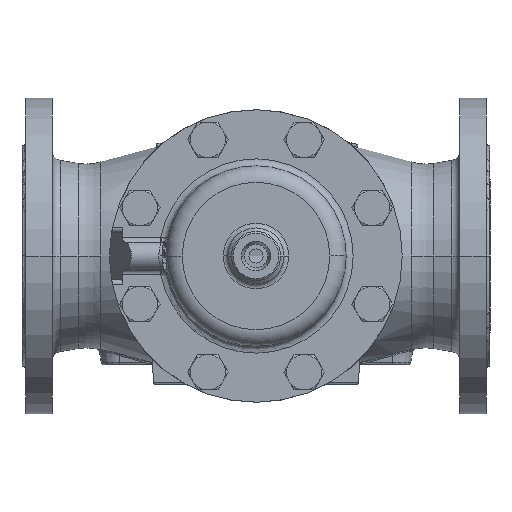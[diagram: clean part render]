
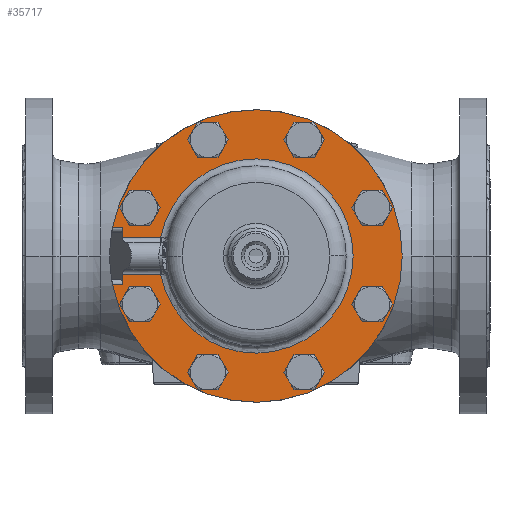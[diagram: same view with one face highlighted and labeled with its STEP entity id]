
A CAD part, front view. The second image highlights one B-rep face of the part: STEP entity #35717.
In plain terms, the highlighted planar face has unit normal (0, -1, 0).
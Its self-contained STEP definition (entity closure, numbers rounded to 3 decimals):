
#28483=CARTESIAN_POINT('',(-99.317,186.,-41.138));
#28484=DIRECTION('',(0.,1.,0.));
#28485=DIRECTION('',(-1.,0.,0.));
#28486=AXIS2_PLACEMENT_3D('',#28483,#28484,#28485);
#28488=CARTESIAN_POINT('',(-99.317,186.,-41.138));
#28489=DIRECTION('',(0.,1.,0.));
#28490=DIRECTION('',(1.,0.,0.));
#28491=AXIS2_PLACEMENT_3D('',#28488,#28489,#28490);
#28493=CARTESIAN_POINT('',(-41.138,186.,-99.317));
#28494=DIRECTION('',(0.,1.,0.));
#28495=DIRECTION('',(-1.,0.,0.));
#28496=AXIS2_PLACEMENT_3D('',#28493,#28494,#28495);
#28498=CARTESIAN_POINT('',(-41.138,186.,-99.317));
#28499=DIRECTION('',(0.,1.,0.));
#28500=DIRECTION('',(1.,0.,0.));
#28501=AXIS2_PLACEMENT_3D('',#28498,#28499,#28500);
#28503=CARTESIAN_POINT('',(41.138,186.,-99.317));
#28504=DIRECTION('',(0.,1.,0.));
#28505=DIRECTION('',(-1.,0.,0.));
#28506=AXIS2_PLACEMENT_3D('',#28503,#28504,#28505);
#28508=CARTESIAN_POINT('',(41.138,186.,-99.317));
#28509=DIRECTION('',(0.,1.,0.));
#28510=DIRECTION('',(1.,0.,0.));
#28511=AXIS2_PLACEMENT_3D('',#28508,#28509,#28510);
#28513=CARTESIAN_POINT('',(99.317,186.,-41.138));
#28514=DIRECTION('',(0.,1.,0.));
#28515=DIRECTION('',(-1.,0.,0.));
#28516=AXIS2_PLACEMENT_3D('',#28513,#28514,#28515);
#28518=CARTESIAN_POINT('',(99.317,186.,-41.138));
#28519=DIRECTION('',(0.,1.,0.));
#28520=DIRECTION('',(1.,0.,0.));
#28521=AXIS2_PLACEMENT_3D('',#28518,#28519,#28520);
#28523=CARTESIAN_POINT('',(99.317,186.,41.138));
#28524=DIRECTION('',(0.,1.,0.));
#28525=DIRECTION('',(-1.,0.,0.));
#28526=AXIS2_PLACEMENT_3D('',#28523,#28524,#28525);
#28528=CARTESIAN_POINT('',(99.317,186.,41.138));
#28529=DIRECTION('',(0.,1.,0.));
#28530=DIRECTION('',(1.,0.,0.));
#28531=AXIS2_PLACEMENT_3D('',#28528,#28529,#28530);
#28533=CARTESIAN_POINT('',(41.138,186.,99.317));
#28534=DIRECTION('',(0.,1.,0.));
#28535=DIRECTION('',(-1.,0.,0.));
#28536=AXIS2_PLACEMENT_3D('',#28533,#28534,#28535);
#28538=CARTESIAN_POINT('',(41.138,186.,99.317));
#28539=DIRECTION('',(0.,1.,0.));
#28540=DIRECTION('',(1.,0.,0.));
#28541=AXIS2_PLACEMENT_3D('',#28538,#28539,#28540);
#28543=CARTESIAN_POINT('',(-41.138,186.,99.317));
#28544=DIRECTION('',(0.,1.,0.));
#28545=DIRECTION('',(-1.,0.,0.));
#28546=AXIS2_PLACEMENT_3D('',#28543,#28544,#28545);
#28548=CARTESIAN_POINT('',(-41.138,186.,99.317));
#28549=DIRECTION('',(0.,1.,0.));
#28550=DIRECTION('',(1.,0.,0.));
#28551=AXIS2_PLACEMENT_3D('',#28548,#28549,#28550);
#28553=CARTESIAN_POINT('',(-99.317,186.,41.138));
#28554=DIRECTION('',(0.,1.,0.));
#28555=DIRECTION('',(-1.,0.,0.));
#28556=AXIS2_PLACEMENT_3D('',#28553,#28554,#28555);
#28558=CARTESIAN_POINT('',(-99.317,186.,41.138));
#28559=DIRECTION('',(0.,1.,0.));
#28560=DIRECTION('',(1.,0.,0.));
#28561=AXIS2_PLACEMENT_3D('',#28558,#28559,#28560);
#28563=DIRECTION('',(-1.,0.,0.));
#28564=VECTOR('',#28563,8.644);
#28565=CARTESIAN_POINT('',(-114.03,186.,-24.));
#28566=LINE('',#28565,#28564);
#28567=DIRECTION('',(1.,0.,0.));
#28568=VECTOR('',#28567,32.532);
#28569=CARTESIAN_POINT('',(-114.03,186.,-15.716));
#28570=LINE('',#28569,#28568);
#28571=DIRECTION('',(1.,0.,0.));
#28572=VECTOR('',#28571,32.532);
#28573=CARTESIAN_POINT('',(-114.03,186.,15.716));
#28574=LINE('',#28573,#28572);
#28575=DIRECTION('',(1.,0.,0.));
#28576=VECTOR('',#28575,8.644);
#28577=CARTESIAN_POINT('',(-122.674,186.,24.));
#28578=LINE('',#28577,#28576);
#28697=CARTESIAN_POINT('',(-122.674,186.,-24.));
#28706=CARTESIAN_POINT('',(0.,186.,0.));
#28707=DIRECTION('',(0.,1.,0.));
#28708=DIRECTION('',(1.,0.,0.));
#28709=AXIS2_PLACEMENT_3D('',#28706,#28707,#28708);
#28736=DIRECTION('',(0.,0.,-1.));
#28737=VECTOR('',#28736,8.284);
#28738=CARTESIAN_POINT('',(-114.03,186.,24.));
#28739=LINE('',#28738,#28737);
#28740=DIRECTION('',(0.,0.,-1.));
#28741=VECTOR('',#28740,8.284);
#28742=CARTESIAN_POINT('',(-114.03,186.,-15.716));
#28743=LINE('',#28742,#28741);
#28767=CARTESIAN_POINT('',(-122.674,186.,24.));
#28786=CARTESIAN_POINT('',(0.,186.,0.));
#28787=DIRECTION('',(0.,-1.,0.));
#28788=DIRECTION('',(1.,0.,0.));
#28789=AXIS2_PLACEMENT_3D('',#28786,#28787,#28788);
#28801=CARTESIAN_POINT('',(-114.03,186.,15.716));
#31482=CARTESIAN_POINT('',(-114.03,186.,-15.716));
#31493=CARTESIAN_POINT('',(0.,186.,0.));
#31494=DIRECTION('',(0.,1.,0.));
#31495=DIRECTION('',(-0.982,0.,0.189));
#31496=AXIS2_PLACEMENT_3D('',#31493,#31494,#31495);
#34065=CARTESIAN_POINT('',(125.,186.,0.));
#34067=VERTEX_POINT('',#34065);
#34083=CARTESIAN_POINT('',(-110.317,186.,-41.138));
#34084=CARTESIAN_POINT('',(-88.317,186.,-41.138));
#34085=VERTEX_POINT('',#34083);
#34086=VERTEX_POINT('',#34084);
#34097=CARTESIAN_POINT('',(-52.138,186.,-99.317));
#34098=CARTESIAN_POINT('',(-30.138,186.,-99.317));
#34099=VERTEX_POINT('',#34097);
#34100=VERTEX_POINT('',#34098);
#34111=CARTESIAN_POINT('',(30.138,186.,-99.317));
#34112=CARTESIAN_POINT('',(52.138,186.,-99.317));
#34113=VERTEX_POINT('',#34111);
#34114=VERTEX_POINT('',#34112);
#34125=CARTESIAN_POINT('',(88.317,186.,-41.138));
#34126=CARTESIAN_POINT('',(110.317,186.,-41.138));
#34127=VERTEX_POINT('',#34125);
#34128=VERTEX_POINT('',#34126);
#34139=CARTESIAN_POINT('',(88.317,186.,41.138));
#34140=CARTESIAN_POINT('',(110.317,186.,41.138));
#34141=VERTEX_POINT('',#34139);
#34142=VERTEX_POINT('',#34140);
#34153=CARTESIAN_POINT('',(30.138,186.,99.317));
#34154=CARTESIAN_POINT('',(52.138,186.,99.317));
#34155=VERTEX_POINT('',#34153);
#34156=VERTEX_POINT('',#34154);
#34167=CARTESIAN_POINT('',(-52.138,186.,99.317));
#34168=CARTESIAN_POINT('',(-30.138,186.,99.317));
#34169=VERTEX_POINT('',#34167);
#34170=VERTEX_POINT('',#34168);
#34181=CARTESIAN_POINT('',(-110.317,186.,41.138));
#34182=CARTESIAN_POINT('',(-88.317,186.,41.138));
#34183=VERTEX_POINT('',#34181);
#34184=VERTEX_POINT('',#34182);
#34200=VERTEX_POINT('',#31482);
#34201=VERTEX_POINT('',#28801);
#34211=CARTESIAN_POINT('',(-81.498,186.,-15.716));
#34213=VERTEX_POINT('',#34211);
#34215=CARTESIAN_POINT('',(-81.498,186.,15.716));
#34216=VERTEX_POINT('',#34215);
#34221=VERTEX_POINT('',#28697);
#34225=CARTESIAN_POINT('',(-114.03,186.,-24.));
#34226=VERTEX_POINT('',#34225);
#34231=VERTEX_POINT('',#28767);
#34232=CARTESIAN_POINT('',(-114.03,186.,24.));
#34233=VERTEX_POINT('',#34232);
#35645=CARTESIAN_POINT('',(0.,186.,0.));
#35646=DIRECTION('',(0.,1.,0.));
#35647=DIRECTION('',(1.,0.,0.));
#35648=AXIS2_PLACEMENT_3D('',#35645,#35646,#35647);
#35649=PLANE('',#35648);
#35651=ORIENTED_EDGE('',*,*,#35650,.F.);
#35653=ORIENTED_EDGE('',*,*,#35652,.F.);
#35655=ORIENTED_EDGE('',*,*,#35654,.T.);
#35657=ORIENTED_EDGE('',*,*,#35656,.F.);
#35659=ORIENTED_EDGE('',*,*,#35658,.F.);
#35661=ORIENTED_EDGE('',*,*,#35660,.F.);
#35663=ORIENTED_EDGE('',*,*,#35662,.F.);
#35665=ORIENTED_EDGE('',*,*,#35664,.F.);
#35667=ORIENTED_EDGE('',*,*,#35666,.T.);
#35668=EDGE_LOOP('',(#35651,#35653,#35655,#35657,#35659,#35661,#35663,#35665,
#35667));
#35669=FACE_OUTER_BOUND('',#35668,.F.);
#35671=ORIENTED_EDGE('',*,*,#35670,.F.);
#35673=ORIENTED_EDGE('',*,*,#35672,.F.);
#35674=EDGE_LOOP('',(#35671,#35673));
#35675=FACE_BOUND('',#35674,.F.);
#35677=ORIENTED_EDGE('',*,*,#35676,.F.);
#35679=ORIENTED_EDGE('',*,*,#35678,.F.);
#35680=EDGE_LOOP('',(#35677,#35679));
#35681=FACE_BOUND('',#35680,.F.);
#35683=ORIENTED_EDGE('',*,*,#35682,.F.);
#35685=ORIENTED_EDGE('',*,*,#35684,.F.);
#35686=EDGE_LOOP('',(#35683,#35685));
#35687=FACE_BOUND('',#35686,.F.);
#35689=ORIENTED_EDGE('',*,*,#35688,.F.);
#35691=ORIENTED_EDGE('',*,*,#35690,.F.);
#35692=EDGE_LOOP('',(#35689,#35691));
#35693=FACE_BOUND('',#35692,.F.);
#35695=ORIENTED_EDGE('',*,*,#35694,.F.);
#35697=ORIENTED_EDGE('',*,*,#35696,.F.);
#35698=EDGE_LOOP('',(#35695,#35697));
#35699=FACE_BOUND('',#35698,.F.);
#35701=ORIENTED_EDGE('',*,*,#35700,.F.);
#35703=ORIENTED_EDGE('',*,*,#35702,.F.);
#35704=EDGE_LOOP('',(#35701,#35703));
#35705=FACE_BOUND('',#35704,.F.);
#35706=ORIENTED_EDGE('',*,*,#35631,.F.);
#35708=ORIENTED_EDGE('',*,*,#35707,.F.);
#35709=EDGE_LOOP('',(#35706,#35708));
#35710=FACE_BOUND('',#35709,.F.);
#35712=ORIENTED_EDGE('',*,*,#35711,.F.);
#35714=ORIENTED_EDGE('',*,*,#35713,.F.);
#35715=EDGE_LOOP('',(#35712,#35714));
#35716=FACE_BOUND('',#35715,.F.);
#35717=ADVANCED_FACE('',(#35669,#35675,#35681,#35687,#35693,#35699,#35705,
#35710,#35716),#35649,.F.);
#28487=CIRCLE('',#28486,11.);
#28492=CIRCLE('',#28491,11.);
#28497=CIRCLE('',#28496,11.);
#28502=CIRCLE('',#28501,11.);
#28507=CIRCLE('',#28506,11.);
#28512=CIRCLE('',#28511,11.);
#28517=CIRCLE('',#28516,11.);
#28522=CIRCLE('',#28521,11.);
#28527=CIRCLE('',#28526,11.);
#28532=CIRCLE('',#28531,11.);
#28537=CIRCLE('',#28536,11.);
#28542=CIRCLE('',#28541,11.);
#28547=CIRCLE('',#28546,11.);
#28552=CIRCLE('',#28551,11.);
#28557=CIRCLE('',#28556,11.);
#28562=CIRCLE('',#28561,11.);
#28710=CIRCLE('',#28709,125.);
#28790=CIRCLE('',#28789,125.);
#31497=CIRCLE('',#31496,83.);
#35631=EDGE_CURVE('',#34183,#34184,#28557,.T.);
#35650=EDGE_CURVE('',#34226,#34221,#28566,.T.);
#35652=EDGE_CURVE('',#34200,#34226,#28743,.T.);
#35654=EDGE_CURVE('',#34200,#34213,#28570,.T.);
#35656=EDGE_CURVE('',#34216,#34213,#31497,.T.);
#35658=EDGE_CURVE('',#34201,#34216,#28574,.T.);
#35660=EDGE_CURVE('',#34233,#34201,#28739,.T.);
#35662=EDGE_CURVE('',#34231,#34233,#28578,.T.);
#35664=EDGE_CURVE('',#34067,#34231,#28790,.T.);
#35666=EDGE_CURVE('',#34067,#34221,#28710,.T.);
#35670=EDGE_CURVE('',#34099,#34100,#28497,.T.);
#35672=EDGE_CURVE('',#34100,#34099,#28502,.T.);
#35676=EDGE_CURVE('',#34113,#34114,#28507,.T.);
#35678=EDGE_CURVE('',#34114,#34113,#28512,.T.);
#35682=EDGE_CURVE('',#34127,#34128,#28517,.T.);
#35684=EDGE_CURVE('',#34128,#34127,#28522,.T.);
#35688=EDGE_CURVE('',#34141,#34142,#28527,.T.);
#35690=EDGE_CURVE('',#34142,#34141,#28532,.T.);
#35694=EDGE_CURVE('',#34155,#34156,#28537,.T.);
#35696=EDGE_CURVE('',#34156,#34155,#28542,.T.);
#35700=EDGE_CURVE('',#34169,#34170,#28547,.T.);
#35702=EDGE_CURVE('',#34170,#34169,#28552,.T.);
#35707=EDGE_CURVE('',#34184,#34183,#28562,.T.);
#35711=EDGE_CURVE('',#34085,#34086,#28487,.T.);
#35713=EDGE_CURVE('',#34086,#34085,#28492,.T.);
